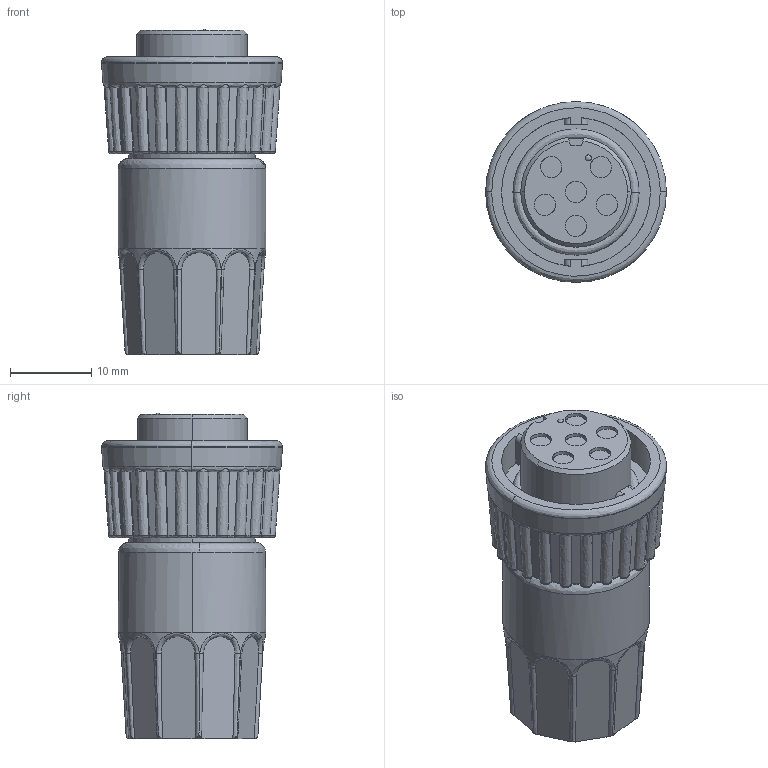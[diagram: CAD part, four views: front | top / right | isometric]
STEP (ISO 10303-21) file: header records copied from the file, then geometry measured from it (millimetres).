
FILE_DESCRIPTION (( 'STEP AP203' ), '1' );
FILE_NAME ('3382-6SG-318.STEP', '2014-04-30T20:24:36', ( '' ), ( '' ), 'SwSTEP 2.0', 'SolidWorks 2014', '' );
FILE_SCHEMA (( 'CONFIG_CONTROL_DESIGN' ));
Length unit declared in the file: inch
Products named in the file (1): 3382-6SG-318
Bounding box: 22.23 x 22.23 x 40.03 mm (x, y, z)
Volume: 9441.3 mm3; surface area: 3803.4 mm2
Topology: 1 solids, 1 shells, 307 faces, 869 edges, 577 vertices
Faces by surface type: bspline 173, plane 58, cylinder 44, cone 32
Entity records: 18634 total; most frequent: CARTESIAN_POINT 12500, ORIENTED_EDGE 1738, EDGE_CURVE 869, DIRECTION 648, VERTEX_POINT 577, B_SPLINE_CURVE_WITH_KNOTS 503, EDGE_LOOP 320, ADVANCED_FACE 307
